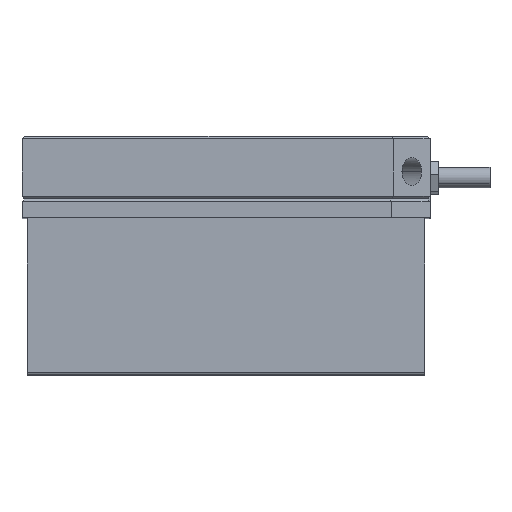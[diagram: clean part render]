
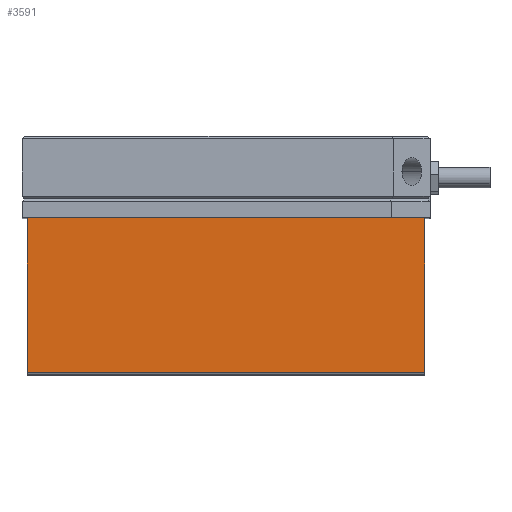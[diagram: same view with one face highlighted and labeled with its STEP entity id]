
A CAD part, top view. The second image highlights one B-rep face of the part: STEP entity #3591.
In plain terms, the highlighted planar face has unit normal (0, 0, 1).
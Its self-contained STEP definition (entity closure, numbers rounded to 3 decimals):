
#224 = CARTESIAN_POINT ( 'NONE',  ( 9.769, -40.17, 24.05 ) ) ;
#481 = DIRECTION ( 'NONE',  ( 0., 1., 0. ) ) ;
#482 = VECTOR ( 'NONE', #481, 1000. ) ;
#483 = CARTESIAN_POINT ( 'NONE',  ( 9.769, -15.27, 24.05 ) ) ;
#484 = LINE ( 'NONE', #483, #482 ) ;
#485 = CARTESIAN_POINT ( 'NONE',  ( 9.769, -11.77, 24.05 ) ) ;
#1614 = FACE_OUTER_BOUND ( 'NONE', #3603, .T. ) ;
#1615 = CARTESIAN_POINT ( 'NONE',  ( -63.331, -40.17, 24.05 ) ) ;
#1631 = AXIS2_PLACEMENT_3D ( 'NONE', #1636, #1635, #1668 ) ;
#1635 = DIRECTION ( 'NONE',  ( 0., 0., -1. ) ) ;
#1636 = CARTESIAN_POINT ( 'NONE',  ( 9.769, -15.27, 24.05 ) ) ;
#1657 = PLANE ( 'NONE',  #1631 ) ;
#1668 = DIRECTION ( 'NONE',  ( 1., 0., 0. ) ) ;
#1707 = LINE ( 'NONE', #1743, #1718 ) ;
#1712 = DIRECTION ( 'NONE',  ( -1., 0., 0. ) ) ;
#1718 = VECTOR ( 'NONE', #1712, 1000. ) ;
#1743 = CARTESIAN_POINT ( 'NONE',  ( 9.769, -40.17, 24.05 ) ) ;
#1909 = CARTESIAN_POINT ( 'NONE',  ( -63.331, -11.77, 24.05 ) ) ;
#1914 = CARTESIAN_POINT ( 'NONE',  ( -63.331, -15.27, 24.05 ) ) ;
#1928 = DIRECTION ( 'NONE',  ( -1., 0., 0. ) ) ;
#1931 = LINE ( 'NONE', #1914, #1943 ) ;
#1932 = LINE ( 'NONE', #1940, #1941 ) ;
#1939 = DIRECTION ( 'NONE',  ( 0., 1., 0. ) ) ;
#1940 = CARTESIAN_POINT ( 'NONE',  ( 9.769, -11.77, 24.05 ) ) ;
#1941 = VECTOR ( 'NONE', #1928, 1000. ) ;
#1943 = VECTOR ( 'NONE', #1939, 1000. ) ;
#2773 = VERTEX_POINT ( 'NONE', #224 ) ;
#2853 = VERTEX_POINT ( 'NONE', #485 ) ;
#2855 = EDGE_CURVE ( 'NONE', #2773, #2853, #484, .T. ) ;
#3584 = VERTEX_POINT ( 'NONE', #1615 ) ;
#3591 = ADVANCED_FACE ( 'NONE', ( #1614 ), #1657, .F. ) ;
#3603 = EDGE_LOOP ( 'NONE', ( #3688, #3697, #3681, #3683 ) ) ;
#3606 = EDGE_CURVE ( 'NONE', #2773, #3584, #1707, .T. ) ;
#3679 = VERTEX_POINT ( 'NONE', #1909 ) ;
#3681 = ORIENTED_EDGE ( 'NONE', *, *, #3606, .F. ) ;
#3683 = ORIENTED_EDGE ( 'NONE', *, *, #2855, .T. ) ;
#3687 = EDGE_CURVE ( 'NONE', #2853, #3679, #1932, .T. ) ;
#3688 = ORIENTED_EDGE ( 'NONE', *, *, #3687, .T. ) ;
#3690 = EDGE_CURVE ( 'NONE', #3584, #3679, #1931, .T. ) ;
#3697 = ORIENTED_EDGE ( 'NONE', *, *, #3690, .F. ) ;
